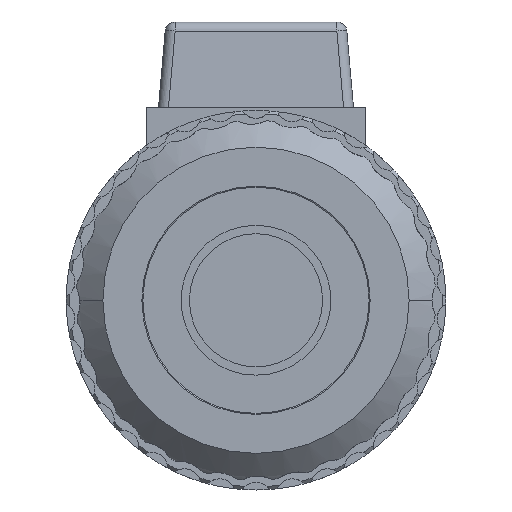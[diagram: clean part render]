
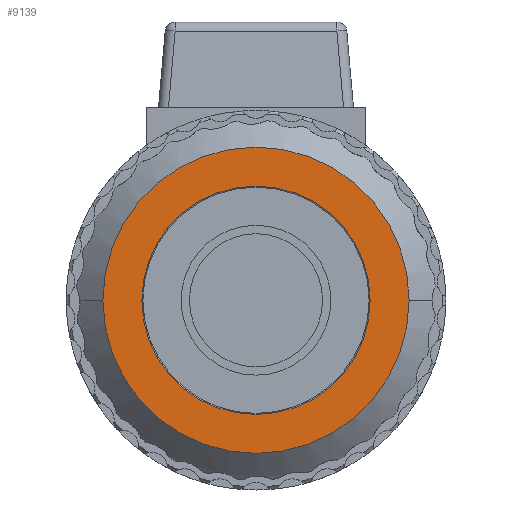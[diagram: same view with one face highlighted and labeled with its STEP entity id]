
A CAD part, front view. The second image highlights one B-rep face of the part: STEP entity #9139.
In plain terms, the highlighted planar face has unit normal (0, -1, 0).
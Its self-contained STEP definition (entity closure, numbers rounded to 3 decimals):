
#47=CARTESIAN_POINT('',(0.,-3.8,0.));
#48=DIRECTION('',(0.,1.,0.));
#49=DIRECTION('',(1.,0.,0.));
#50=AXIS2_PLACEMENT_3D('',#47,#48,#49);
#52=CARTESIAN_POINT('',(0.,-3.8,0.));
#53=DIRECTION('',(0.,-1.,0.));
#54=DIRECTION('',(1.,0.,0.));
#55=AXIS2_PLACEMENT_3D('',#52,#53,#54);
#79=CARTESIAN_POINT('',(0.,-3.8,0.));
#80=DIRECTION('',(0.,-1.,0.));
#81=DIRECTION('',(1.,0.,0.));
#82=AXIS2_PLACEMENT_3D('',#79,#80,#81);
#557=CARTESIAN_POINT('',(0.,-3.8,0.));
#558=DIRECTION('',(0.,1.,0.));
#559=DIRECTION('',(1.,0.,0.));
#560=AXIS2_PLACEMENT_3D('',#557,#558,#559);
#8434=CARTESIAN_POINT('',(17.15,-3.8,0.));
#8436=VERTEX_POINT('',#8434);
#8442=CARTESIAN_POINT('',(-17.15,-3.8,0.));
#8444=VERTEX_POINT('',#8442);
#8445=CARTESIAN_POINT('',(23.,-3.8,0.));
#8446=CARTESIAN_POINT('',(-23.,-3.8,0.));
#8447=VERTEX_POINT('',#8445);
#8448=VERTEX_POINT('',#8446);
#9124=CARTESIAN_POINT('',(0.,-3.8,0.));
#9125=DIRECTION('',(0.,-1.,0.));
#9126=DIRECTION('',(-1.,0.,0.));
#9127=AXIS2_PLACEMENT_3D('',#9124,#9125,#9126);
#9128=PLANE('',#9127);
#9130=ORIENTED_EDGE('',*,*,#9129,.F.);
#9132=ORIENTED_EDGE('',*,*,#9131,.T.);
#9133=EDGE_LOOP('',(#9130,#9132));
#9134=FACE_OUTER_BOUND('',#9133,.F.);
#9135=ORIENTED_EDGE('',*,*,#9103,.F.);
#9136=ORIENTED_EDGE('',*,*,#9119,.T.);
#9137=EDGE_LOOP('',(#9135,#9136));
#9138=FACE_BOUND('',#9137,.F.);
#9139=ADVANCED_FACE('',(#9134,#9138),#9128,.T.);
#51=CIRCLE('',#50,17.15);
#56=CIRCLE('',#55,17.15);
#83=CIRCLE('',#82,23.);
#561=CIRCLE('',#560,23.);
#9103=EDGE_CURVE('',#8436,#8444,#51,.T.);
#9119=EDGE_CURVE('',#8436,#8444,#56,.T.);
#9129=EDGE_CURVE('',#8447,#8448,#83,.T.);
#9131=EDGE_CURVE('',#8447,#8448,#561,.T.);
